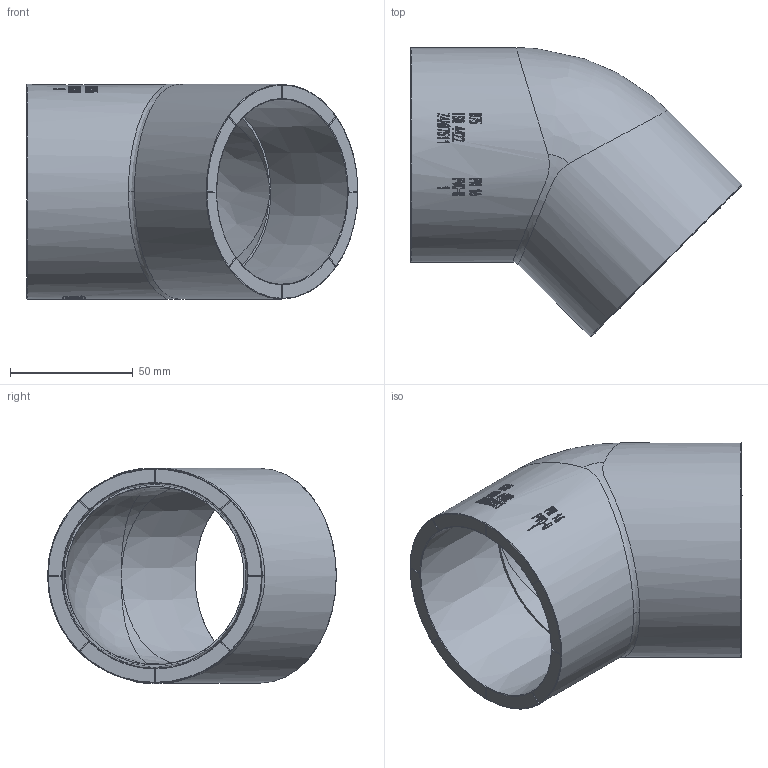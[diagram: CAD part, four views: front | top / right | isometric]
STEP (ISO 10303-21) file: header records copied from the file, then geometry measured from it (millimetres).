
FILE_DESCRIPTION(/* description */ (''),/* implementation_level */ '2;1');
FILE_NAME(/* name */ '75公制内外插45°弯.stp',/* time_stamp */ '2025-02-06T08:40:03+08:00',/* author */ (''),/* organization */ (''),/* preprocessor_version */ 'ST-DEVELOPER v16',/* originating_system */ 'SIEMENS PLM Software NX 10.0',/* authorisation */ '');
FILE_SCHEMA (('AUTOMOTIVE_DESIGN { 1 0 10303 214 3 1 1 1 }'));
Length unit declared in the file: millimetre
Products named in the file (1): gelv0C4CF2BD8j2m
Bounding box: 135.5 x 117.91 x 87.85 mm (x, y, z)
Volume: 199779.3 mm3; surface area: 65092.2 mm2
Topology: 1 solids, 1 shells, 380 faces, 997 edges, 631 vertices
Faces by surface type: plane 171, bspline 106, cylinder 63, sphere 32, cone 4, torus 4
Full cylindrical faces by diameter (mm): 87.6 x2
Entity records: 33680 total; most frequent: CARTESIAN_POINT 26288, ORIENTED_EDGE 1892, EDGE_CURVE 946, DIRECTION 856, B_SPLINE_CURVE_WITH_KNOTS 777, VERTEX_POINT 628, EDGE_LOOP 442, AXIS2_PLACEMENT_3D 412
